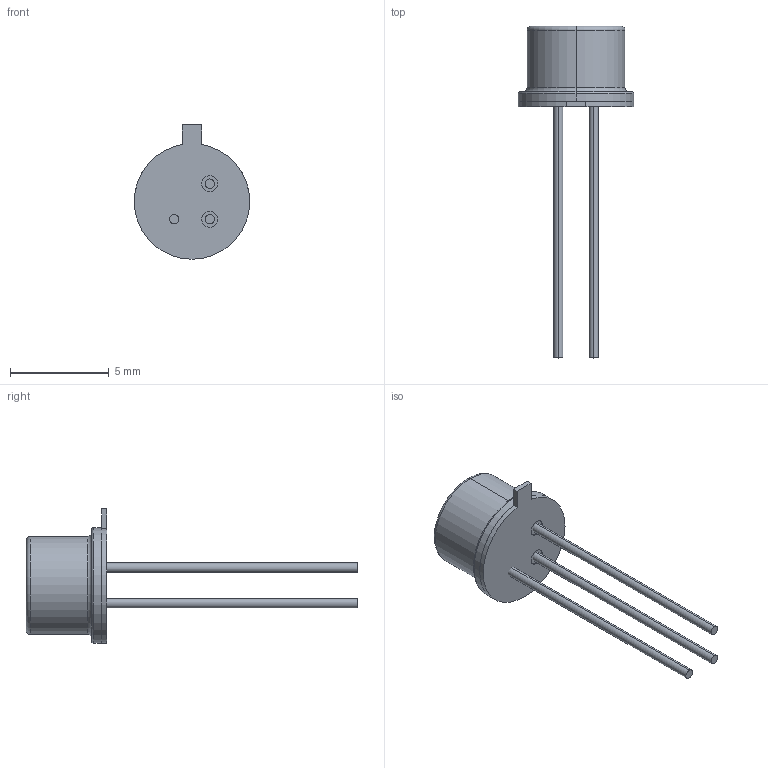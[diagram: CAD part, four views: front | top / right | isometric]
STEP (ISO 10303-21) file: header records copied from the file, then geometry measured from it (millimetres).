
FILE_DESCRIPTION (( 'STEP AP214' ), '1' );
FILE_NAME ('User Library-TO-52.STEP', '2018-04-23T07:57:21', ( '' ), ( '' ), 'SwSTEP 2.0', 'SolidWorks 2018', '' );
FILE_SCHEMA (( 'AUTOMOTIVE_DESIGN' ));
Length unit declared in the file: millimetre
Products named in the file (1): User Library-TO-52
Bounding box: 5.84 x 16.78 x 6.8 mm (x, y, z)
Volume: 91.3 mm3; surface area: 233.5 mm2
Topology: 10 solids, 10 shells, 110 faces, 255 edges, 168 vertices
Faces by surface type: plane 53, bspline 36, cylinder 15, torus 6
Entity records: 6714 total; most frequent: CARTESIAN_POINT 3066, ORIENTED_EDGE 510, DIRECTION 375, EDGE_CURVE 255, VERTEX_POINT 168, LINE 141, VECTOR 141, UNCERTAINTY_MEASURE_WITH_UNIT 122
